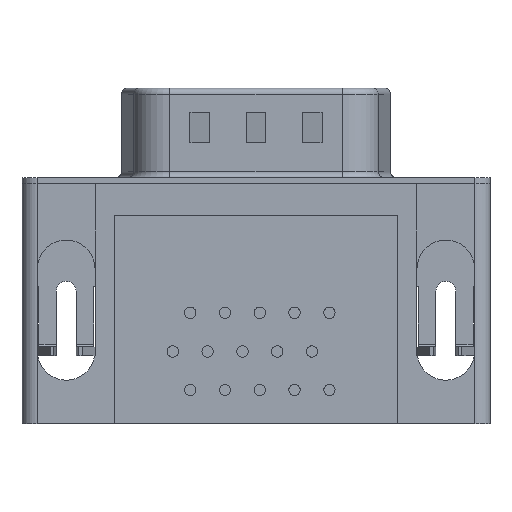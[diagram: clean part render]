
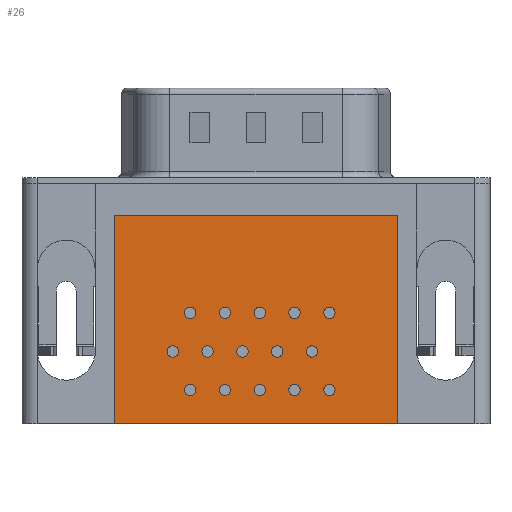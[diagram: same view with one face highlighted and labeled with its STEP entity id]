
A CAD part, front view. The second image highlights one B-rep face of the part: STEP entity #26.
In plain terms, the highlighted planar face has unit normal (0, -1, 0).
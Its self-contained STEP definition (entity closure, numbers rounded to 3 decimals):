
#26 = ADVANCED_FACE ( 'NONE', ( #10602 ), #7051, .F. ) ;
#106 = VERTEX_POINT ( 'NONE', #6242 ) ;
#606 = CARTESIAN_POINT ( 'NONE',  ( -9.325, 0.5, 8.93 ) ) ;
#759 = LINE ( 'NONE', #606, #6150 ) ;
#1339 = ORIENTED_EDGE ( 'NONE', *, *, #2775, .T. ) ;
#1895 = VERTEX_POINT ( 'NONE', #6344 ) ;
#2775 = EDGE_CURVE ( 'NONE', #1895, #4803, #759, .T. ) ;
#3513 = VERTEX_POINT ( 'NONE', #6022 ) ;
#3647 = VECTOR ( 'NONE', #15999, 1000. ) ;
#4067 = ORIENTED_EDGE ( 'NONE', *, *, #6292, .T. ) ;
#4276 = DIRECTION ( 'NONE',  ( 0., 0., -1. ) ) ;
#4398 = VECTOR ( 'NONE', #4276, 1000. ) ;
#4445 = CARTESIAN_POINT ( 'NONE',  ( 0., 0.5, 0. ) ) ;
#4524 = DIRECTION ( 'NONE',  ( 0., 0., 1. ) ) ;
#4803 = VERTEX_POINT ( 'NONE', #14520 ) ;
#5708 = DIRECTION ( 'NONE',  ( -1., 0., 0. ) ) ;
#5782 = EDGE_CURVE ( 'NONE', #3513, #1895, #10242, .T. ) ;
#6022 = CARTESIAN_POINT ( 'NONE',  ( 9.325, 0.5, -4.77 ) ) ;
#6150 = VECTOR ( 'NONE', #5708, 1000. ) ;
#6207 = LINE ( 'NONE', #11042, #3647 ) ;
#6242 = CARTESIAN_POINT ( 'NONE',  ( -9.325, 0.5, -4.77 ) ) ;
#6292 = EDGE_CURVE ( 'NONE', #106, #3513, #6207, .T. ) ;
#6344 = CARTESIAN_POINT ( 'NONE',  ( 9.325, 0.5, 8.93 ) ) ;
#6506 = VECTOR ( 'NONE', #15504, 1000. ) ;
#7051 = PLANE ( 'NONE',  #8326 ) ;
#7897 = CARTESIAN_POINT ( 'NONE',  ( 9.325, 0.5, -4.77 ) ) ;
#8326 = AXIS2_PLACEMENT_3D ( 'NONE', #4445, #9386, #4524 ) ;
#9084 = ORIENTED_EDGE ( 'NONE', *, *, #5782, .T. ) ;
#9384 = CARTESIAN_POINT ( 'NONE',  ( -9.325, 0.5, -4.77 ) ) ;
#9386 = DIRECTION ( 'NONE',  ( 0., 1., 0. ) ) ;
#10242 = LINE ( 'NONE', #7897, #6506 ) ;
#10602 = FACE_OUTER_BOUND ( 'NONE', #15110, .T. ) ;
#11042 = CARTESIAN_POINT ( 'NONE',  ( -9.325, 0.5, -4.77 ) ) ;
#11092 = ORIENTED_EDGE ( 'NONE', *, *, #14665, .T. ) ;
#11712 = LINE ( 'NONE', #9384, #4398 ) ;
#14520 = CARTESIAN_POINT ( 'NONE',  ( -9.325, 0.5, 8.93 ) ) ;
#14665 = EDGE_CURVE ( 'NONE', #4803, #106, #11712, .T. ) ;
#15110 = EDGE_LOOP ( 'NONE', ( #11092, #4067, #9084, #1339 ) ) ;
#15504 = DIRECTION ( 'NONE',  ( 0., 0., 1. ) ) ;
#15999 = DIRECTION ( 'NONE',  ( 1., 0., 0. ) ) ;
